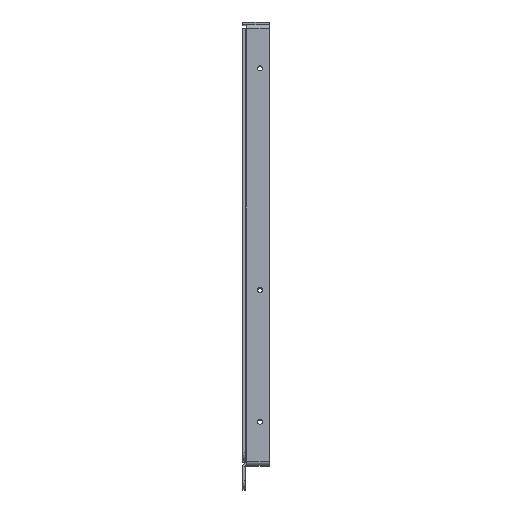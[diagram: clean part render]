
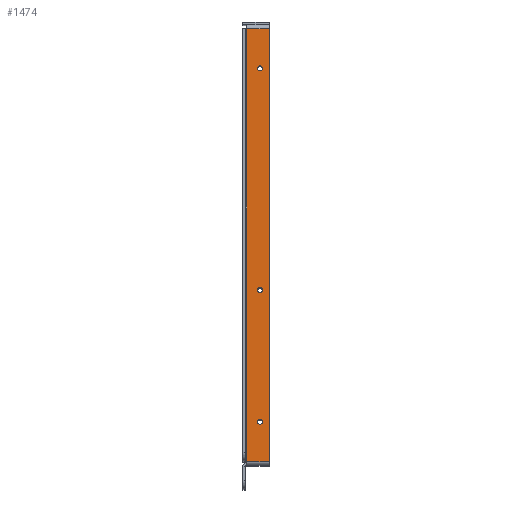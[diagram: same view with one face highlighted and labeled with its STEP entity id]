
A CAD part, top view. The second image highlights one B-rep face of the part: STEP entity #1474.
In plain terms, the highlighted planar face has unit normal (0, 0, 1).
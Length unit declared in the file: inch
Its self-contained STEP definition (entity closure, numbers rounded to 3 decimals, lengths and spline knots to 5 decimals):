
#68=FACE_BOUND('',#378,.T.);
#69=FACE_BOUND('',#379,.T.);
#70=FACE_BOUND('',#380,.T.);
#80=CIRCLE('',#1505,0.068);
#84=CIRCLE('',#1511,0.068);
#88=CIRCLE('',#1517,0.068);
#248=FACE_OUTER_BOUND('',#377,.T.);
#377=EDGE_LOOP('',(#1204,#1205,#1206,#1207));
#378=EDGE_LOOP('',(#1208));
#379=EDGE_LOOP('',(#1209));
#380=EDGE_LOOP('',(#1210));
#445=LINE('',#2287,#555);
#481=LINE('',#2398,#591);
#487=LINE('',#2412,#597);
#489=LINE('',#2415,#599);
#555=VECTOR('',#1864,11.7155);
#591=VECTOR('',#2000,0.6135);
#597=VECTOR('',#2020,11.7155);
#599=VECTOR('',#2024,0.6135);
#634=VERTEX_POINT('',#2125);
#638=VERTEX_POINT('',#2135);
#642=VERTEX_POINT('',#2145);
#690=VERTEX_POINT('',#2272);
#691=VERTEX_POINT('',#2276);
#717=VERTEX_POINT('',#2397);
#718=VERTEX_POINT('',#2411);
#748=EDGE_CURVE('',#634,#634,#80,.T.);
#752=EDGE_CURVE('',#638,#638,#84,.T.);
#756=EDGE_CURVE('',#642,#642,#88,.T.);
#821=EDGE_CURVE('',#690,#691,#445,.T.);
#878=EDGE_CURVE('',#717,#690,#481,.T.);
#885=EDGE_CURVE('',#717,#718,#487,.T.);
#887=EDGE_CURVE('',#691,#718,#489,.T.);
#1204=ORIENTED_EDGE('',*,*,#821,.T.);
#1205=ORIENTED_EDGE('',*,*,#887,.T.);
#1206=ORIENTED_EDGE('',*,*,#885,.F.);
#1207=ORIENTED_EDGE('',*,*,#878,.T.);
#1208=ORIENTED_EDGE('',*,*,#748,.T.);
#1209=ORIENTED_EDGE('',*,*,#752,.T.);
#1210=ORIENTED_EDGE('',*,*,#756,.T.);
#1302=PLANE('',#1629);
#1474=ADVANCED_FACE('',(#248,#68,#69,#70),#1302,.T.);
#1505=AXIS2_PLACEMENT_3D('',#2126,#1694,#1695);
#1511=AXIS2_PLACEMENT_3D('',#2136,#1706,#1707);
#1517=AXIS2_PLACEMENT_3D('',#2146,#1718,#1719);
#1629=AXIS2_PLACEMENT_3D('',#2414,#2022,#2023);
#1694=DIRECTION('center_axis',(0.,0.,-1.));
#1695=DIRECTION('ref_axis',(1.,0.,0.));
#1706=DIRECTION('center_axis',(0.,0.,-1.));
#1707=DIRECTION('ref_axis',(1.,0.,0.));
#1718=DIRECTION('center_axis',(0.,0.,-1.));
#1719=DIRECTION('ref_axis',(1.,0.,0.));
#1864=DIRECTION('',(0.,-1.,0.));
#2000=DIRECTION('',(-1.,0.,0.));
#2020=DIRECTION('',(0.,-1.,0.));
#2022=DIRECTION('center_axis',(0.,0.,1.));
#2023=DIRECTION('ref_axis',(1.,0.,0.));
#2024=DIRECTION('',(1.,0.,0.));
#2125=CARTESIAN_POINT('',(0.00438,-1.21875,0.074));
#2126=CARTESIAN_POINT('Origin',(0.07238,-1.21875,0.074));
#2135=CARTESIAN_POINT('',(0.00438,-4.78125,0.074));
#2136=CARTESIAN_POINT('Origin',(0.07238,-4.78125,0.074));
#2145=CARTESIAN_POINT('',(0.00438,4.78125,0.074));
#2146=CARTESIAN_POINT('Origin',(0.07238,4.78125,0.074));
#2272=CARTESIAN_POINT('',(-0.29113,5.85775,0.074));
#2276=CARTESIAN_POINT('',(-0.29113,-5.85775,0.074));
#2287=CARTESIAN_POINT('',(-0.29113,-2.92888,0.074));
#2397=CARTESIAN_POINT('',(0.32237,5.85775,0.074));
#2398=CARTESIAN_POINT('',(0.16119,5.85775,0.074));
#2411=CARTESIAN_POINT('',(0.32238,-5.85775,0.074));
#2412=CARTESIAN_POINT('',(0.32238,-5.963,0.074));
#2414=CARTESIAN_POINT('Origin',(0.,0.,
0.074));
#2415=CARTESIAN_POINT('',(-0.16119,-5.85775,0.074));
